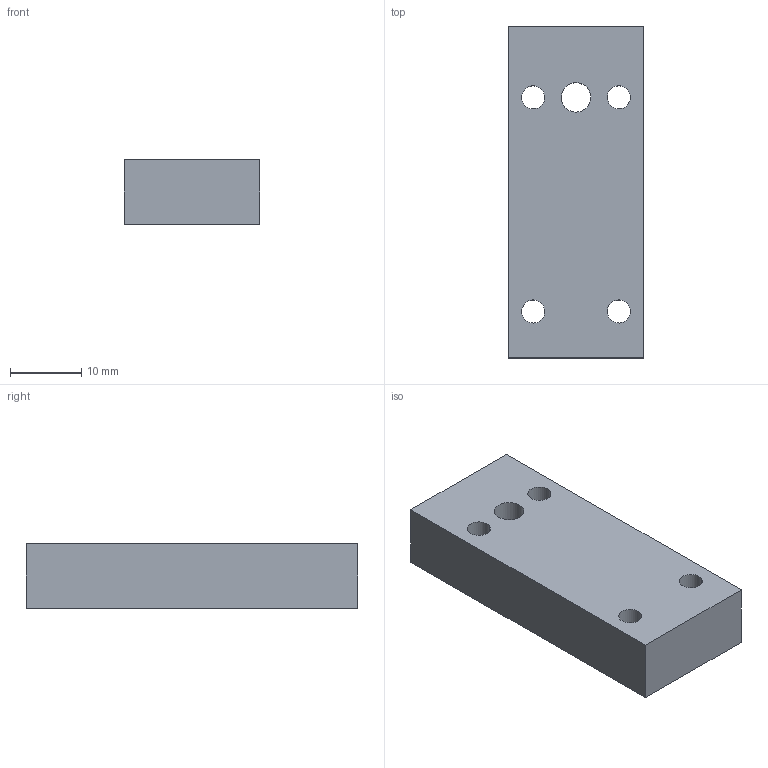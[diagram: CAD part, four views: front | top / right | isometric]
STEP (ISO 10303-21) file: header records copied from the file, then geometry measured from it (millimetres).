
FILE_DESCRIPTION(('CATIA V5 STEP Exchange'),'2;1');
FILE_NAME('Cales_simples.stp','2021-07-14T06:38:26+00:00',('none'),('none'),'CATIA Version 5 Release 18 GA (IN-10)','CATIA V5 STEP AP203','none');
FILE_SCHEMA(('CONFIG_CONTROL_DESIGN'));
Length unit declared in the file: millimetre
Products named in the file (1): Part1
Bounding box: 19 x 46.5 x 9 mm (x, y, z)
Volume: 7533.5 mm3; surface area: 3336.7 mm2
Topology: 1 solids, 1 shells, 16 faces, 42 edges, 28 vertices
Faces by surface type: cylinder 10, plane 6
Entity records: 523 total; most frequent: ORIENTED_EDGE 84, CARTESIAN_POINT 82, DIRECTION 64, EDGE_CURVE 42, AXIS2_PLACEMENT_3D 32, VERTEX_POINT 28, EDGE_LOOP 26, VECTOR 22
